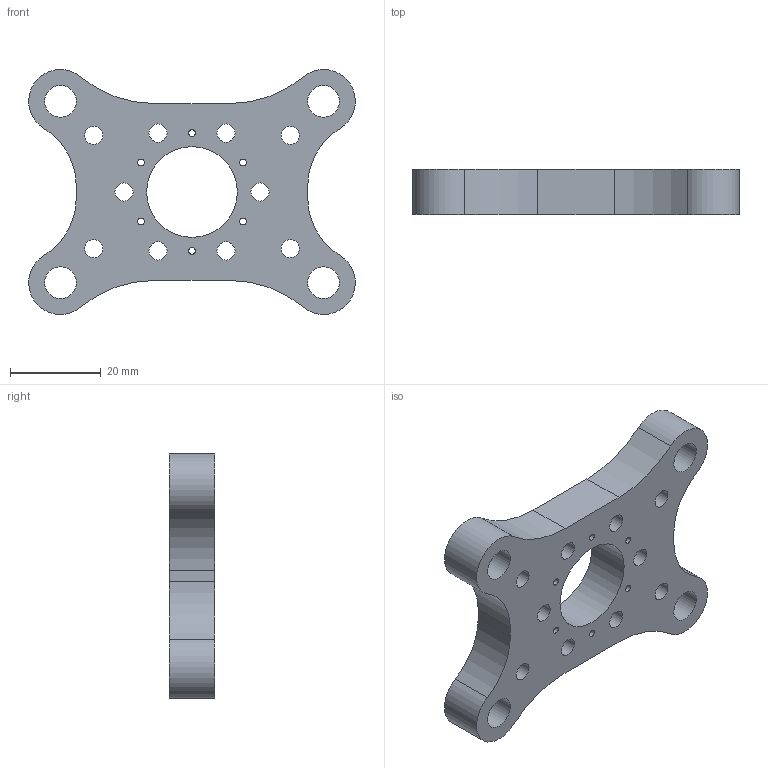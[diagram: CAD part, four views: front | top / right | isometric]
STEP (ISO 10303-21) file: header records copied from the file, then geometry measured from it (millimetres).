
FILE_DESCRIPTION(/* description */ (''),/* implementation_level */ '2;1');
FILE_NAME(/* name */ 'Sliding Guide.step',/* time_stamp */ '2018-11-08T23:19:54-05:00',/* author */ ('will.donaldson22'),/* organization */ (''),/* preprocessor_version */ 'ST-DEVELOPER v17.2',/* originating_system */ 'Autodesk Translation Framework v7.6.0.251',/* authorisation */ '');
FILE_SCHEMA (('AUTOMOTIVE_DESIGN { 1 0 10303 214 3 1 1 }'));
Length unit declared in the file: millimetre
Products named in the file (1): Sliding Guide
Bounding box: 72 x 10 x 54 mm (x, y, z)
Volume: 21110.5 mm3; surface area: 9888.4 mm2
Topology: 1 solids, 1 shells, 39 faces, 111 edges, 74 vertices
Faces by surface type: cylinder 33, plane 6
Full cylindrical faces by diameter (mm): 1.5 x6, 4 x10, 7 x4, 20 x1
Entity records: 1428 total; most frequent: DIRECTION 257, CARTESIAN_POINT 225, ORIENTED_EDGE 222, EDGE_CURVE 111, AXIS2_PLACEMENT_3D 106, EDGE_LOOP 81, VERTEX_POINT 74, CIRCLE 66
